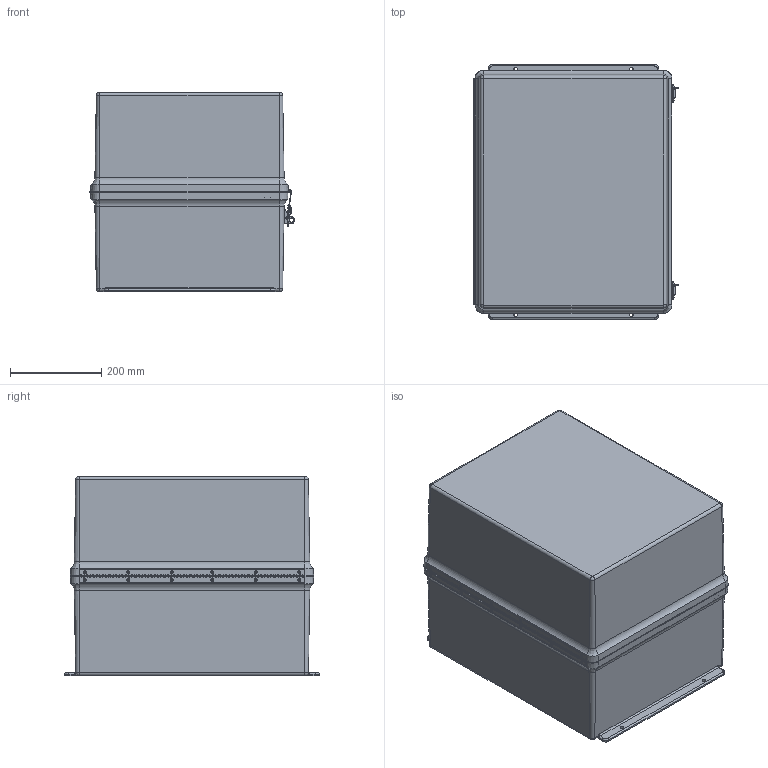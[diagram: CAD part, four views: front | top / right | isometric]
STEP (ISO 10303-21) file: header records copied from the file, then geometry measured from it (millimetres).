
FILE_DESCRIPTION (( 'STEP AP214' ), '1' );
FILE_NAME ('M201617SSH.STEP', '2018-11-07T20:08:34', ( '' ), ( '' ), 'SwSTEP 2.0', 'SolidWorks 2018', '' );
FILE_SCHEMA (( 'AUTOMOTIVE_DESIGN' ));
Length unit declared in the file: inch
Products named in the file (1): M201617SSH
Bounding box: 450.62 x 558.8 x 436.48 mm (x, y, z)
Volume: 6436431.4 mm3; surface area: 2568724.4 mm2
Topology: 62 solids, 62 shells, 1759 faces, 4325 edges, 2756 vertices
Faces by surface type: plane 730, cylinder 689, bspline 242, cone 76, torus 22
Full cylindrical faces by diameter (mm): 2.159 x79, 2.4 x2, 2.7 x4, 3 x2, 3.175 x24, 3.25 x2, 3.302 x4, 3.454 x12, 3.5 x2, 3.556 x28, 3.861 x16, 3.962 x8, 4.2 x4, 4.7 x2, 4.9 x2, 5 x4, 5.3 x2, 5.537 x8, 6.35 x24, 6.858 x8, 9.55 x2, 13.3 x2, 13.5 x2
Entity records: 91519 total; most frequent: CARTESIAN_POINT 28439, ORIENTED_EDGE 7940, DIRECTION 7668, EDGE_CURVE 3970, AXIS2_PLACEMENT_3D 2824, VERTEX_POINT 2700, EDGE_LOOP 2414, VECTOR 2020
